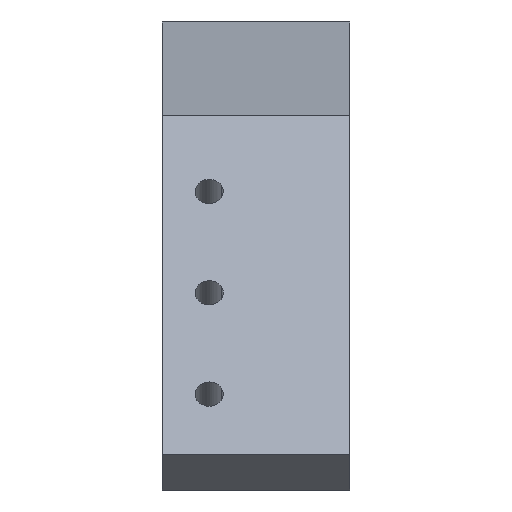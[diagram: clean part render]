
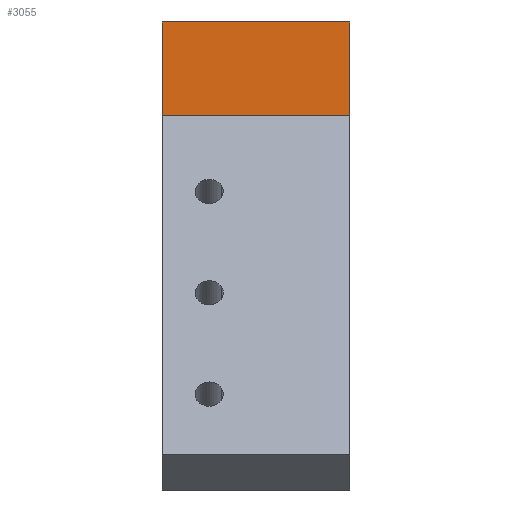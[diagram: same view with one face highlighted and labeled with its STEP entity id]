
A CAD part, front view. The second image highlights one B-rep face of the part: STEP entity #3055.
In plain terms, the highlighted planar face has unit normal (0, -1, 0).
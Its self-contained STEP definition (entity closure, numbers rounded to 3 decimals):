
#1187 = PLANE('',#1188);
#1188 = AXIS2_PLACEMENT_3D('',#1189,#1190,#1191);
#1189 = CARTESIAN_POINT('',(-20.,0.,-207.374));
#1190 = DIRECTION('',(1.,0.,0.));
#1191 = DIRECTION('',(-0.,1.,0.));
#1472 = PLANE('',#1473);
#1473 = AXIS2_PLACEMENT_3D('',#1474,#1475,#1476);
#1474 = CARTESIAN_POINT('',(-20.,-30.,-40.));
#1475 = DIRECTION('',(0.,-0.866,0.5));
#1476 = DIRECTION('',(-0.,-0.5,-0.866));
#2477 = PLANE('',#2478);
#2478 = AXIS2_PLACEMENT_3D('',#2479,#2480,#2481);
#2479 = CARTESIAN_POINT('',(60.,0.,-207.374));
#2480 = DIRECTION('',(1.,0.,0.));
#2481 = DIRECTION('',(-0.,1.,0.));
#2895 = EDGE_CURVE('',#2896,#2898,#2900,.T.);
#2896 = VERTEX_POINT('',#2897);
#2897 = CARTESIAN_POINT('',(-20.,-30.,-40.));
#2898 = VERTEX_POINT('',#2899);
#2899 = CARTESIAN_POINT('',(60.,-30.,-40.));
#2900 = SURFACE_CURVE('',#2901,(#2905,#2912),.PCURVE_S1.);
#2901 = LINE('',#2902,#2903);
#2902 = CARTESIAN_POINT('',(20.,-30.,-40.));
#2903 = VECTOR('',#2904,1.);
#2904 = DIRECTION('',(1.,0.,0.));
#2905 = PCURVE('',#1472,#2906);
#2906 = DEFINITIONAL_REPRESENTATION('',(#2907),#2911);
#2907 = LINE('',#2908,#2909);
#2908 = CARTESIAN_POINT('',(-0.,40.));
#2909 = VECTOR('',#2910,1.);
#2910 = DIRECTION('',(-0.,1.));
#2911 = ( GEOMETRIC_REPRESENTATION_CONTEXT(2) 
PARAMETRIC_REPRESENTATION_CONTEXT() REPRESENTATION_CONTEXT('2D SPACE',''
  ) );
#2912 = PCURVE('',#2913,#2918);
#2913 = PLANE('',#2914);
#2914 = AXIS2_PLACEMENT_3D('',#2915,#2916,#2917);
#2915 = CARTESIAN_POINT('',(-20.,-30.,0.));
#2916 = DIRECTION('',(0.,-1.,0.));
#2917 = DIRECTION('',(0.,0.,-1.));
#2918 = DEFINITIONAL_REPRESENTATION('',(#2919),#2923);
#2919 = LINE('',#2920,#2921);
#2920 = CARTESIAN_POINT('',(40.,40.));
#2921 = VECTOR('',#2922,1.);
#2922 = DIRECTION('',(0.,1.));
#2923 = ( GEOMETRIC_REPRESENTATION_CONTEXT(2) 
PARAMETRIC_REPRESENTATION_CONTEXT() REPRESENTATION_CONTEXT('2D SPACE',''
  ) );
#3055 = ADVANCED_FACE('',(#3056),#2913,.T.);
#3056 = FACE_BOUND('',#3057,.T.);
#3057 = EDGE_LOOP('',(#3058,#3088,#3109,#3110));
#3058 = ORIENTED_EDGE('',*,*,#3059,.F.);
#3059 = EDGE_CURVE('',#3060,#3062,#3064,.T.);
#3060 = VERTEX_POINT('',#3061);
#3061 = CARTESIAN_POINT('',(-20.,-30.,0.));
#3062 = VERTEX_POINT('',#3063);
#3063 = CARTESIAN_POINT('',(60.,-30.,0.));
#3064 = SURFACE_CURVE('',#3065,(#3069,#3076),.PCURVE_S1.);
#3065 = LINE('',#3066,#3067);
#3066 = CARTESIAN_POINT('',(20.,-30.,0.));
#3067 = VECTOR('',#3068,1.);
#3068 = DIRECTION('',(1.,0.,0.));
#3069 = PCURVE('',#2913,#3070);
#3070 = DEFINITIONAL_REPRESENTATION('',(#3071),#3075);
#3071 = LINE('',#3072,#3073);
#3072 = CARTESIAN_POINT('',(0.,40.));
#3073 = VECTOR('',#3074,1.);
#3074 = DIRECTION('',(0.,1.));
#3075 = ( GEOMETRIC_REPRESENTATION_CONTEXT(2) 
PARAMETRIC_REPRESENTATION_CONTEXT() REPRESENTATION_CONTEXT('2D SPACE',''
  ) );
#3076 = PCURVE('',#3077,#3082);
#3077 = PLANE('',#3078);
#3078 = AXIS2_PLACEMENT_3D('',#3079,#3080,#3081);
#3079 = CARTESIAN_POINT('',(-20.,0.,0.));
#3080 = DIRECTION('',(-0.,0.,1.));
#3081 = DIRECTION('',(0.,-1.,0.));
#3082 = DEFINITIONAL_REPRESENTATION('',(#3083),#3087);
#3083 = LINE('',#3084,#3085);
#3084 = CARTESIAN_POINT('',(30.,40.));
#3085 = VECTOR('',#3086,1.);
#3086 = DIRECTION('',(0.,1.));
#3087 = ( GEOMETRIC_REPRESENTATION_CONTEXT(2) 
PARAMETRIC_REPRESENTATION_CONTEXT() REPRESENTATION_CONTEXT('2D SPACE',''
  ) );
#3088 = ORIENTED_EDGE('',*,*,#3089,.T.);
#3089 = EDGE_CURVE('',#3060,#2896,#3090,.T.);
#3090 = SURFACE_CURVE('',#3091,(#3095,#3102),.PCURVE_S1.);
#3091 = LINE('',#3092,#3093);
#3092 = CARTESIAN_POINT('',(-20.,-30.,-20.));
#3093 = VECTOR('',#3094,1.);
#3094 = DIRECTION('',(0.,0.,-1.));
#3095 = PCURVE('',#2913,#3096);
#3096 = DEFINITIONAL_REPRESENTATION('',(#3097),#3101);
#3097 = LINE('',#3098,#3099);
#3098 = CARTESIAN_POINT('',(20.,0.));
#3099 = VECTOR('',#3100,1.);
#3100 = DIRECTION('',(1.,0.));
#3101 = ( GEOMETRIC_REPRESENTATION_CONTEXT(2) 
PARAMETRIC_REPRESENTATION_CONTEXT() REPRESENTATION_CONTEXT('2D SPACE',''
  ) );
#3102 = PCURVE('',#1187,#3103);
#3103 = DEFINITIONAL_REPRESENTATION('',(#3104),#3108);
#3104 = LINE('',#3105,#3106);
#3105 = CARTESIAN_POINT('',(-30.,187.374));
#3106 = VECTOR('',#3107,1.);
#3107 = DIRECTION('',(0.,-1.));
#3108 = ( GEOMETRIC_REPRESENTATION_CONTEXT(2) 
PARAMETRIC_REPRESENTATION_CONTEXT() REPRESENTATION_CONTEXT('2D SPACE',''
  ) );
#3109 = ORIENTED_EDGE('',*,*,#2895,.T.);
#3110 = ORIENTED_EDGE('',*,*,#3111,.F.);
#3111 = EDGE_CURVE('',#3062,#2898,#3112,.T.);
#3112 = SURFACE_CURVE('',#3113,(#3117,#3124),.PCURVE_S1.);
#3113 = LINE('',#3114,#3115);
#3114 = CARTESIAN_POINT('',(60.,-30.,-20.));
#3115 = VECTOR('',#3116,1.);
#3116 = DIRECTION('',(0.,0.,-1.));
#3117 = PCURVE('',#2913,#3118);
#3118 = DEFINITIONAL_REPRESENTATION('',(#3119),#3123);
#3119 = LINE('',#3120,#3121);
#3120 = CARTESIAN_POINT('',(20.,80.));
#3121 = VECTOR('',#3122,1.);
#3122 = DIRECTION('',(1.,0.));
#3123 = ( GEOMETRIC_REPRESENTATION_CONTEXT(2) 
PARAMETRIC_REPRESENTATION_CONTEXT() REPRESENTATION_CONTEXT('2D SPACE',''
  ) );
#3124 = PCURVE('',#2477,#3125);
#3125 = DEFINITIONAL_REPRESENTATION('',(#3126),#3130);
#3126 = LINE('',#3127,#3128);
#3127 = CARTESIAN_POINT('',(-30.,187.374));
#3128 = VECTOR('',#3129,1.);
#3129 = DIRECTION('',(0.,-1.));
#3130 = ( GEOMETRIC_REPRESENTATION_CONTEXT(2) 
PARAMETRIC_REPRESENTATION_CONTEXT() REPRESENTATION_CONTEXT('2D SPACE',''
  ) );
